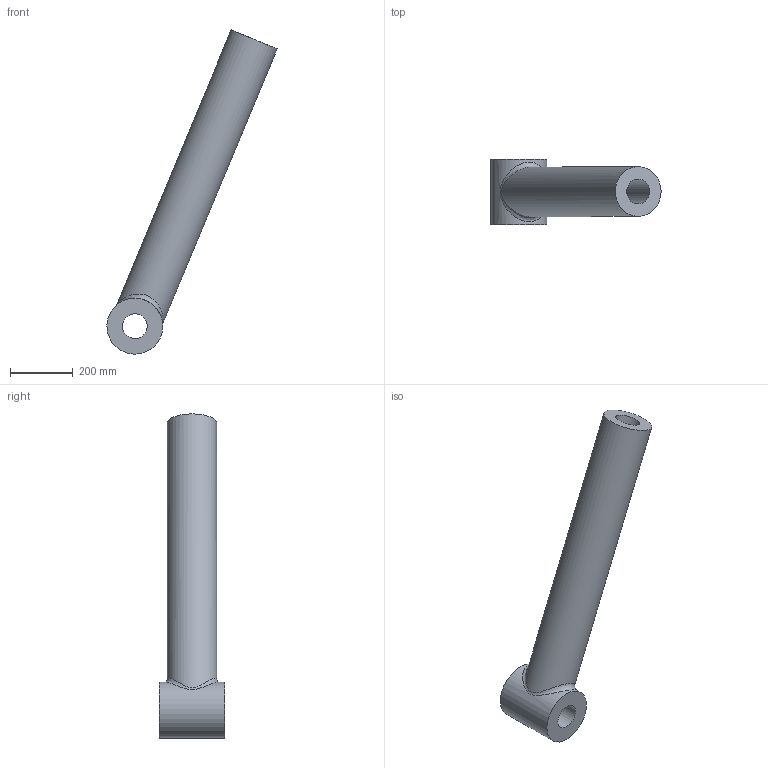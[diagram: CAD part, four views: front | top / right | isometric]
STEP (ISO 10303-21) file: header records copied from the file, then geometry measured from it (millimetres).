
FILE_DESCRIPTION( ( '' ), ' ' );
FILE_NAME( '5836a70852526810fcad87c0.step', '2016-11-24T08:38:32', ( '' ), ( '' ), ' ', ' ', ' ' );
FILE_SCHEMA( ( 'AUTOMOTIVE_DESIGN { 1 0 10303 214 1 1 1 1 }' ) );
Length unit declared in the file: metre
Products named in the file (1): CylinderStick
Bounding box: 542.51 x 209.88 x 1033.45 mm (x, y, z)
Volume: 18066738.9 mm3; surface area: 871544.9 mm2
Topology: 1 solids, 1 shells, 9 faces, 17 edges, 11 vertices
Faces by surface type: cylinder 4, plane 4, bspline 1
Full cylindrical faces by diameter (mm): 79.2 x2, 158.4 x1, 178.2 x1
Entity records: 2898 total; most frequent: CARTESIAN_POINT 2660, DIRECTION 32, EDGE_LOOP 18, ORIENTED_EDGE 18, AXIS2_PLACEMENT_3D 16, FACE_OUTER_BOUND 14, STYLED_ITEM 9, PRESENTATION_STYLE_ASSIGNMENT 9
